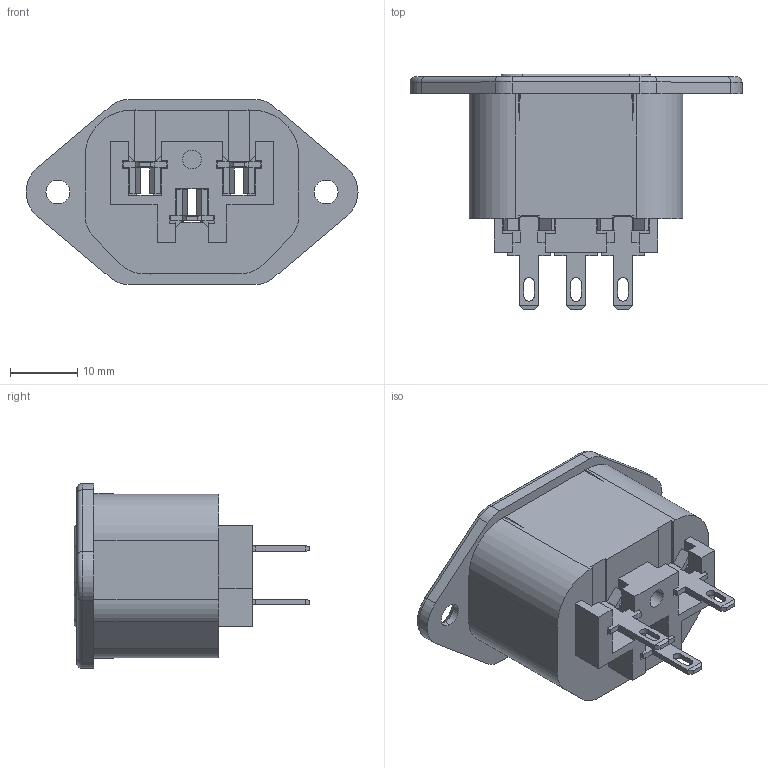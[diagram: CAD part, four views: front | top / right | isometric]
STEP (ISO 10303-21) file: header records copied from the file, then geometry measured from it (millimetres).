
FILE_DESCRIPTION (( 'STEP AP214' ), '1' );
FILE_NAME ('ACM-2F-GSU-TT_3D.step', '2024-03-07T16:49:30', ( '' ), ( '' ), 'SwSTEP 2.0', 'SolidWorks 2022', '' );
FILE_SCHEMA (( 'AUTOMOTIVE_DESIGN' ));
Length unit declared in the file: millimetre
Products named in the file (1): ACM-2F-GSU-TT_3D
Bounding box: 49.5 x 35.13 x 27.56 mm (x, y, z)
Volume: 10492.8 mm3; surface area: 10333.9 mm2
Topology: 1 solids, 1 shells, 393 faces, 1168 edges, 752 vertices
Faces by surface type: plane 293, cylinder 78, torus 18, cone 4
Entity records: 13090 total; most frequent: ORIENTED_EDGE 2336, CARTESIAN_POINT 2314, DIRECTION 2138, EDGE_CURVE 1168, LINE 986, VECTOR 986, VERTEX_POINT 752, AXIS2_PLACEMENT_3D 576
